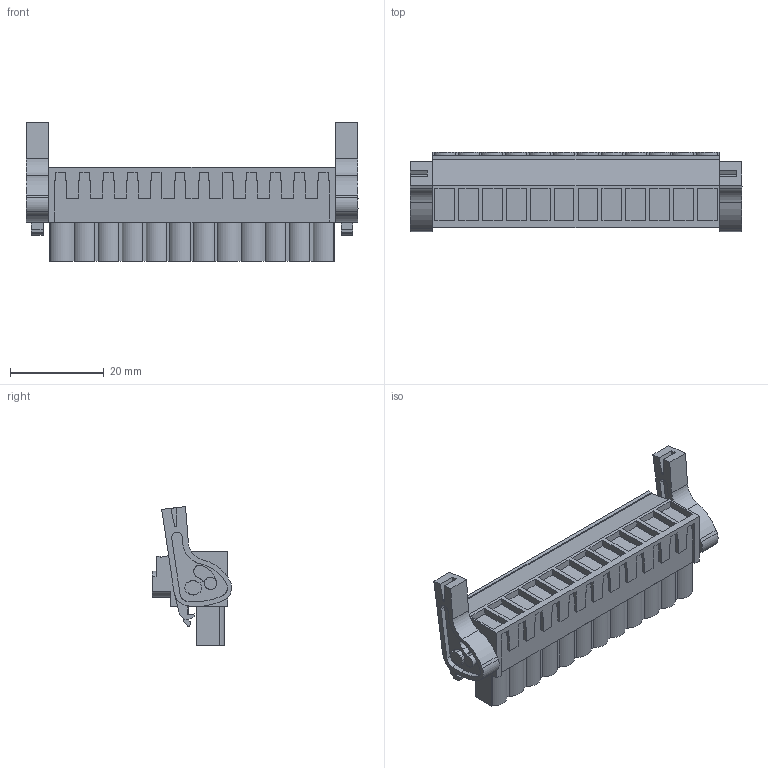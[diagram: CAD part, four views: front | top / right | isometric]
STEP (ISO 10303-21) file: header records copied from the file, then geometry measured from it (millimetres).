
FILE_DESCRIPTION(('CATIA V5 STEP','CAx-IF Rec.Pracs.--- Model Styling and Organization---1.2---2011-12-15'),'2;1');
FILE_NAME ('D1460005_0_1945160000_1945160000.stp','2017-05-23T06:08:22+00:00',('none'),('Weidmueller'),'CATIA Version 5-6 Release 2014','CATIA V5 STEP AP214','none');
FILE_SCHEMA(('AUTOMOTIVE_DESIGN { 1 0 10303 214 1 1 1 1 }'));
Length unit declared in the file: millimetre
Products named in the file (1): 1945160000
Bounding box: 70.66 x 16.91 x 29.52 mm (x, y, z)
Volume: 12509.6 mm3; surface area: 8988.8 mm2
Topology: 15 solids, 15 shells, 946 faces, 2653 edges, 1796 vertices
Faces by surface type: plane 764, cylinder 142, extrusion 40
Entity records: 29638 total; most frequent: CARTESIAN_POINT 6588, ORIENTED_EDGE 5306, DIRECTION 3753, EDGE_CURVE 2653, VECTOR 2269, LINE 2229, VERTEX_POINT 1796, EDGE_LOOP 1013
